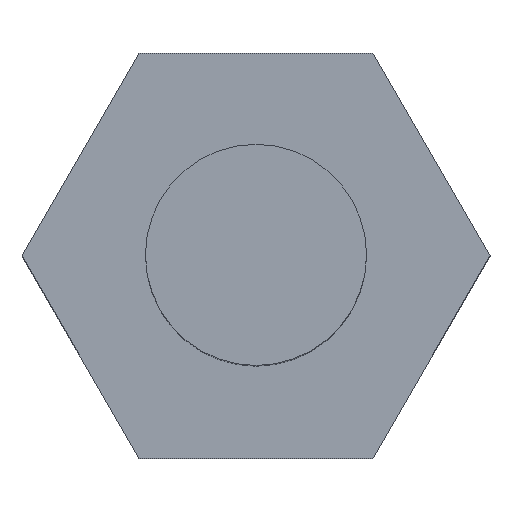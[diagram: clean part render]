
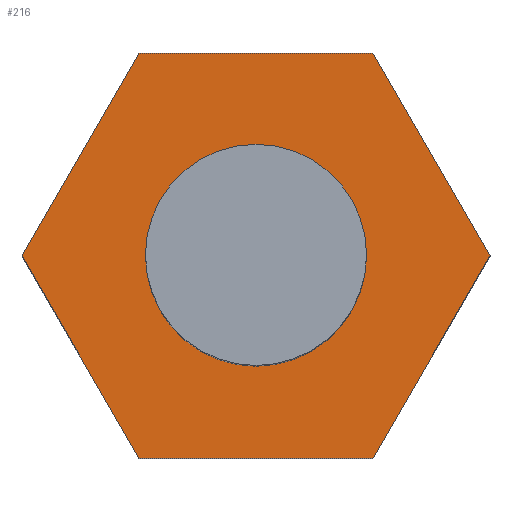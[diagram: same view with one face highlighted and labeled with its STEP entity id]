
A CAD part, top view. The second image highlights one B-rep face of the part: STEP entity #216.
In plain terms, the highlighted planar face has unit normal (0, 0, 1).
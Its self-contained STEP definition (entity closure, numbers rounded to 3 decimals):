
#17=FACE_BOUND('',#49,.T.);
#25=PLANE('',#253);
#36=FACE_OUTER_BOUND('',#48,.T.);
#48=EDGE_LOOP('',(#181,#182,#183,#184,#185,#186));
#49=EDGE_LOOP('',(#187,#188));
#58=LINE('',#342,#78);
#61=LINE('',#348,#81);
#64=LINE('',#354,#84);
#67=LINE('',#360,#87);
#70=LINE('',#366,#90);
#73=LINE('',#370,#93);
#78=VECTOR('',#279,10.);
#81=VECTOR('',#284,10.);
#84=VECTOR('',#289,10.);
#87=VECTOR('',#294,10.);
#90=VECTOR('',#299,10.);
#93=VECTOR('',#304,10.);
#97=CIRCLE('',#245,1.5);
#98=CIRCLE('',#246,1.5);
#105=VERTEX_POINT('',#330);
#106=VERTEX_POINT('',#332);
#109=VERTEX_POINT('',#339);
#110=VERTEX_POINT('',#341);
#112=VERTEX_POINT('',#347);
#114=VERTEX_POINT('',#353);
#116=VERTEX_POINT('',#359);
#118=VERTEX_POINT('',#365);
#126=EDGE_CURVE('',#106,#105,#97,.T.);
#127=EDGE_CURVE('',#105,#106,#98,.T.);
#130=EDGE_CURVE('',#110,#109,#58,.T.);
#133=EDGE_CURVE('',#112,#110,#61,.T.);
#136=EDGE_CURVE('',#114,#112,#64,.T.);
#139=EDGE_CURVE('',#116,#114,#67,.T.);
#142=EDGE_CURVE('',#118,#116,#70,.T.);
#145=EDGE_CURVE('',#109,#118,#73,.T.);
#181=ORIENTED_EDGE('',*,*,#145,.T.);
#182=ORIENTED_EDGE('',*,*,#142,.T.);
#183=ORIENTED_EDGE('',*,*,#139,.T.);
#184=ORIENTED_EDGE('',*,*,#136,.T.);
#185=ORIENTED_EDGE('',*,*,#133,.T.);
#186=ORIENTED_EDGE('',*,*,#130,.T.);
#187=ORIENTED_EDGE('',*,*,#126,.T.);
#188=ORIENTED_EDGE('',*,*,#127,.T.);
#216=ADVANCED_FACE('',(#36,#17),#25,.T.);
#245=AXIS2_PLACEMENT_3D('',#333,#271,#272);
#246=AXIS2_PLACEMENT_3D('',#334,#273,#274);
#253=AXIS2_PLACEMENT_3D('',#371,#305,#306);
#271=DIRECTION('center_axis',(0.,0.,-1.));
#272=DIRECTION('ref_axis',(1.,0.,0.));
#273=DIRECTION('center_axis',(0.,0.,-1.));
#274=DIRECTION('ref_axis',(1.,0.,0.));
#279=DIRECTION('',(1.,0.,0.));
#284=DIRECTION('',(0.5,-0.866,0.));
#289=DIRECTION('',(-0.5,-0.866,0.));
#294=DIRECTION('',(-1.,0.,0.));
#299=DIRECTION('',(-0.5,0.866,0.));
#304=DIRECTION('',(0.5,0.866,0.));
#305=DIRECTION('center_axis',(0.,0.,1.));
#306=DIRECTION('ref_axis',(1.,0.,0.));
#330=CARTESIAN_POINT('',(1.5,0.,5.));
#332=CARTESIAN_POINT('',(-1.5,0.,5.));
#333=CARTESIAN_POINT('Origin',(0.,0.,5.));
#334=CARTESIAN_POINT('Origin',(0.,0.,5.));
#339=CARTESIAN_POINT('',(1.588,-2.75,5.));
#341=CARTESIAN_POINT('',(-1.588,-2.75,5.));
#342=CARTESIAN_POINT('',(-1.588,-2.75,5.));
#347=CARTESIAN_POINT('',(-3.175,0.,5.));
#348=CARTESIAN_POINT('',(-3.175,0.,5.));
#353=CARTESIAN_POINT('',(-1.588,2.75,5.));
#354=CARTESIAN_POINT('',(-1.588,2.75,5.));
#359=CARTESIAN_POINT('',(1.588,2.75,5.));
#360=CARTESIAN_POINT('',(1.588,2.75,5.));
#365=CARTESIAN_POINT('',(3.175,0.,5.));
#366=CARTESIAN_POINT('',(3.175,0.,5.));
#370=CARTESIAN_POINT('',(1.588,-2.75,5.));
#371=CARTESIAN_POINT('Origin',(0.,0.,
5.));
